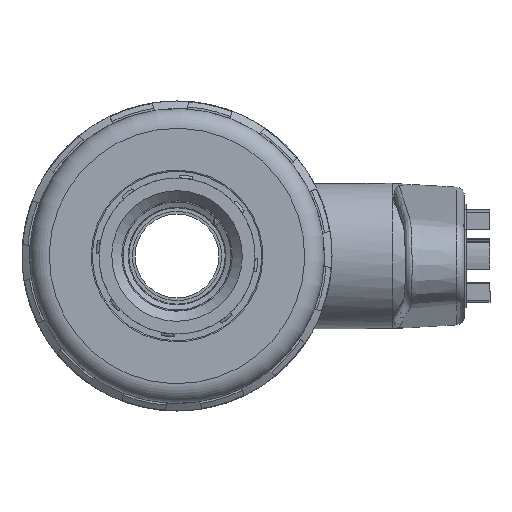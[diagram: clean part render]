
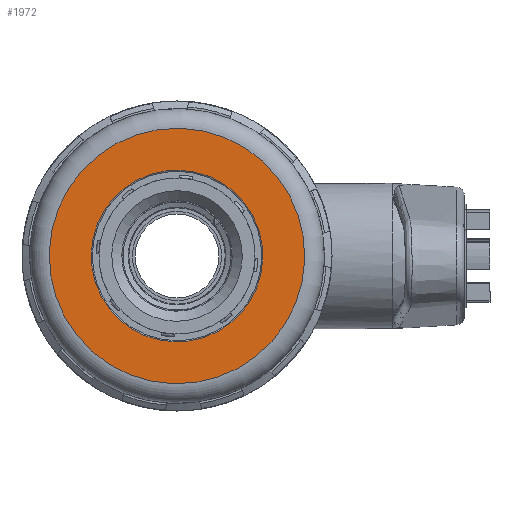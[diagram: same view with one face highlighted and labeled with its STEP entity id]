
A CAD part, left-side view. The second image highlights one B-rep face of the part: STEP entity #1972.
In plain terms, the highlighted face is planar.
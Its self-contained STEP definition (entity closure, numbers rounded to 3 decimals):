
#1972 = ADVANCED_FACE( '', ( #4695, #4696 ), #4697, .T. );
#4695 = FACE_BOUND( '', #13131, .T. );
#4696 = FACE_OUTER_BOUND( '', #13132, .T. );
#4697 = PLANE( '', #13133 );
#13131 = EDGE_LOOP( '', ( #25805 ) );
#13132 = EDGE_LOOP( '', ( #25806 ) );
#13133 = AXIS2_PLACEMENT_3D( '', #25807, #25808, #25809 );
#25805 = ORIENTED_EDGE( '', *, *, #34977, .T. );
#25806 = ORIENTED_EDGE( '', *, *, #34978, .F. );
#25807 = CARTESIAN_POINT( '', ( -22.85, 0., 21.5 ) );
#25808 = DIRECTION( '', ( 0., 0., 1. ) );
#25809 = DIRECTION( '', ( 1., 0., 0. ) );
#34977 = EDGE_CURVE( '', #40386, #40386, #40387, .T. );
#34978 = EDGE_CURVE( '', #40388, #40388, #40389, .T. );
#40386 = VERTEX_POINT( '', #53182 );
#40387 = CIRCLE( '', #53183, 15.345 );
#40388 = VERTEX_POINT( '', #53184 );
#40389 = CIRCLE( '', #53185, 22.85 );
#53182 = CARTESIAN_POINT( '', ( -15.345, 0., 21.5 ) );
#53183 = AXIS2_PLACEMENT_3D( '', #62827, #62828, #62829 );
#53184 = CARTESIAN_POINT( '', ( -22.85, 0., 21.5 ) );
#53185 = AXIS2_PLACEMENT_3D( '', #62830, #62831, #62832 );
#62827 = CARTESIAN_POINT( '', ( 0., 0., 21.5 ) );
#62828 = DIRECTION( '', ( 0., 0., -1. ) );
#62829 = DIRECTION( '', ( -1., 0., 0. ) );
#62830 = CARTESIAN_POINT( '', ( 0., 0., 21.5 ) );
#62831 = DIRECTION( '', ( 0., 0., -1. ) );
#62832 = DIRECTION( '', ( -1., 0., 0. ) );
